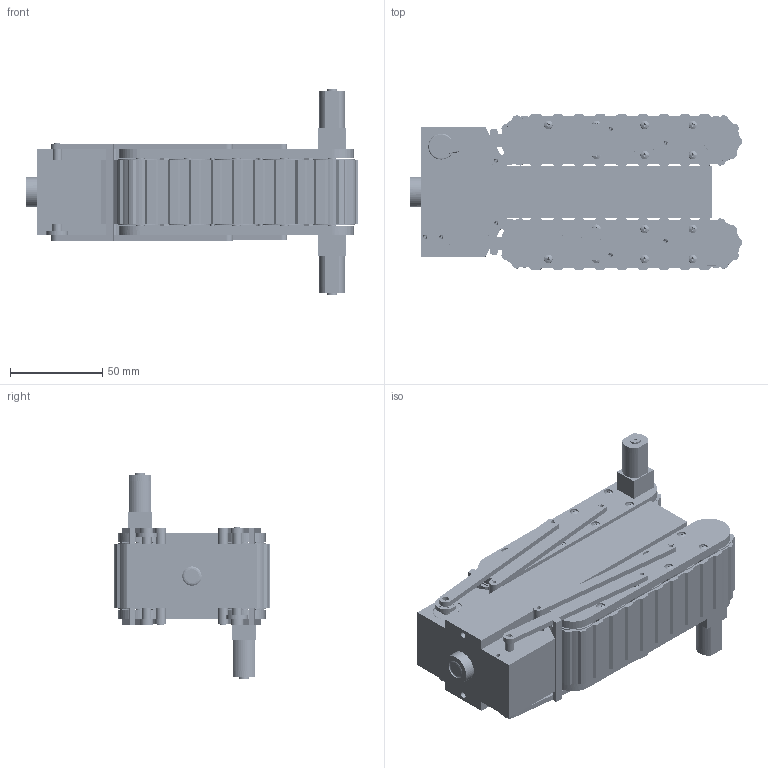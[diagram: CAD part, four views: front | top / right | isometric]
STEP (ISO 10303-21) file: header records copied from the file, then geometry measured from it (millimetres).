
FILE_DESCRIPTION(('FreeCAD Model'),'2;1');
FILE_NAME('Open CASCADE Shape Model','2025-04-26T20:20:15',('FreeCAD'),( 'FreeCAD'),'Open CASCADE STEP processor 7.6','FreeCAD','Unknown');
FILE_SCHEMA(('AUTOMOTIVE_DESIGN { 1 0 10303 214 1 1 1 1 }'));
Products named in the file (1): Open CASCADE STEP translator 7.6 1
Bounding box: 180.23 x 84.59 x 111.51 mm (x, y, z)
Volume: 461372.8 mm3; surface area: 266589.3 mm2
Topology: 125 solids, 125 shells, 4506 faces, 11627 edges, 7529 vertices
Faces by surface type: bspline 4506
Entity records: 231936 total; most frequent: CARTESIAN_POINT 165077, ORIENTED_EDGE 23166, EDGE_CURVE 11583, VERTEX_POINT 7529, B_SPLINE_CURVE_WITH_KNOTS 7236, FACE_BOUND 5034, EDGE_LOOP 5034, ADVANCED_FACE 4506
